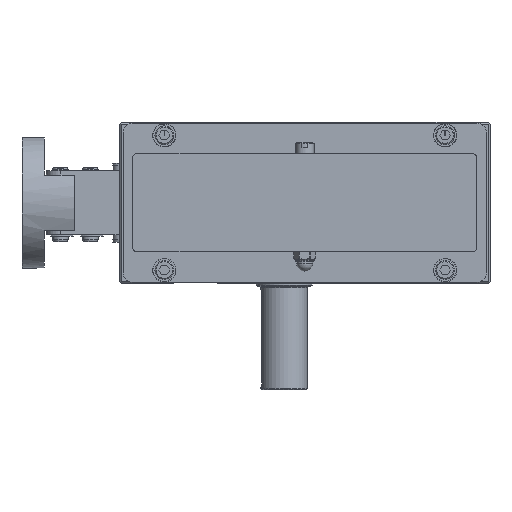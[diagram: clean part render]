
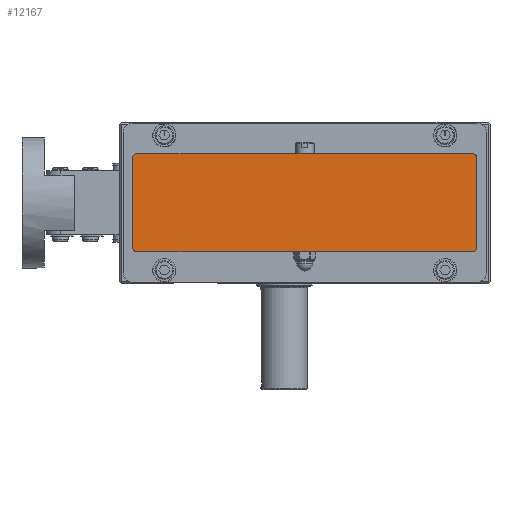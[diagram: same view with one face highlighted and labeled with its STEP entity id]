
A CAD part, left-side view. The second image highlights one B-rep face of the part: STEP entity #12167.
In plain terms, the highlighted planar face has unit normal (-1, 0, 0).
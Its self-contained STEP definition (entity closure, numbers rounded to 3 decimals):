
#463=PLANE('',#13303);
#1012=CIRCLE('',#13290,2.4);
#1015=CIRCLE('',#13295,2.4);
#1016=CIRCLE('',#13298,2.4);
#1017=CIRCLE('',#13301,2.4);
#2878=ORIENTED_EDGE('',*,*,#5454,.F.);
#2879=ORIENTED_EDGE('',*,*,#5482,.F.);
#2880=ORIENTED_EDGE('',*,*,#5480,.F.);
#2881=ORIENTED_EDGE('',*,*,#5478,.F.);
#2882=ORIENTED_EDGE('',*,*,#5464,.F.);
#2883=ORIENTED_EDGE('',*,*,#5462,.F.);
#2884=ORIENTED_EDGE('',*,*,#5460,.F.);
#2885=ORIENTED_EDGE('',*,*,#5458,.F.);
#5454=EDGE_CURVE('',#6886,#6887,#1012,.T.);
#5458=EDGE_CURVE('',#6887,#6890,#7957,.T.);
#5460=EDGE_CURVE('',#6890,#6891,#1015,.T.);
#5462=EDGE_CURVE('',#6891,#6892,#7960,.T.);
#5464=EDGE_CURVE('',#6892,#6893,#1016,.T.);
#5478=EDGE_CURVE('',#6893,#6894,#7975,.T.);
#5480=EDGE_CURVE('',#6894,#6895,#1017,.T.);
#5482=EDGE_CURVE('',#6895,#6886,#7978,.T.);
#6886=VERTEX_POINT('',#19553);
#6887=VERTEX_POINT('',#19555);
#6890=VERTEX_POINT('',#19563);
#6891=VERTEX_POINT('',#19567);
#6892=VERTEX_POINT('',#19571);
#6893=VERTEX_POINT('',#19575);
#6894=VERTEX_POINT('',#19591);
#6895=VERTEX_POINT('',#19595);
#7957=LINE('',#19562,#8993);
#7960=LINE('',#19570,#8996);
#7975=LINE('',#19590,#9011);
#7978=LINE('',#19598,#9014);
#8993=VECTOR('',#15746,1000.);
#8996=VECTOR('',#15755,1000.);
#9011=VECTOR('',#15776,1000.);
#9014=VECTOR('',#15785,1000.);
#10024=EDGE_LOOP('',(#2878,#2879,#2880,#2881,#2882,#2883,#2884,#2885));
#11028=FACE_BOUND('',#10024,.T.);
#12167=ADVANCED_FACE('',(#11028),#463,.F.);
#13290=AXIS2_PLACEMENT_3D('',#19554,#15737,#15738);
#13295=AXIS2_PLACEMENT_3D('',#19566,#15750,#15751);
#13298=AXIS2_PLACEMENT_3D('',#19574,#15759,#15760);
#13301=AXIS2_PLACEMENT_3D('',#19594,#15780,#15781);
#13303=AXIS2_PLACEMENT_3D('',#19599,#15786,#15787);
#15737=DIRECTION('',(1.,0.,0.));
#15738=DIRECTION('',(0.,0.,-1.));
#15746=DIRECTION('',(0.,-1.,0.));
#15750=DIRECTION('',(1.,0.,0.));
#15751=DIRECTION('',(0.,0.,-1.));
#15755=DIRECTION('',(0.,0.,-1.));
#15759=DIRECTION('',(1.,0.,0.));
#15760=DIRECTION('',(0.,0.,-1.));
#15776=DIRECTION('',(0.,1.,0.));
#15780=DIRECTION('',(1.,0.,0.));
#15781=DIRECTION('',(0.,0.,-1.));
#15785=DIRECTION('',(0.,0.,1.));
#15786=DIRECTION('',(1.,0.,0.));
#15787=DIRECTION('',(0.,0.,-1.));
#19553=CARTESIAN_POINT('',(-298.,92.,23.8));
#19554=CARTESIAN_POINT('',(-298.,89.6,23.8));
#19555=CARTESIAN_POINT('',(-298.,89.6,26.2));
#19562=CARTESIAN_POINT('',(-298.,89.6,26.2));
#19563=CARTESIAN_POINT('',(-298.,-89.6,26.2));
#19566=CARTESIAN_POINT('',(-298.,-89.6,23.8));
#19567=CARTESIAN_POINT('',(-298.,-92.,23.8));
#19570=CARTESIAN_POINT('',(-298.,-92.,23.8));
#19571=CARTESIAN_POINT('',(-298.,-92.,-23.8));
#19574=CARTESIAN_POINT('',(-298.,-89.6,-23.8));
#19575=CARTESIAN_POINT('',(-298.,-89.6,-26.2));
#19590=CARTESIAN_POINT('',(-298.,-89.6,-26.2));
#19591=CARTESIAN_POINT('',(-298.,89.6,-26.2));
#19594=CARTESIAN_POINT('',(-298.,89.6,-23.8));
#19595=CARTESIAN_POINT('',(-298.,92.,-23.8));
#19598=CARTESIAN_POINT('',(-298.,92.,-23.8));
#19599=CARTESIAN_POINT('',(-298.,89.6,23.8));
